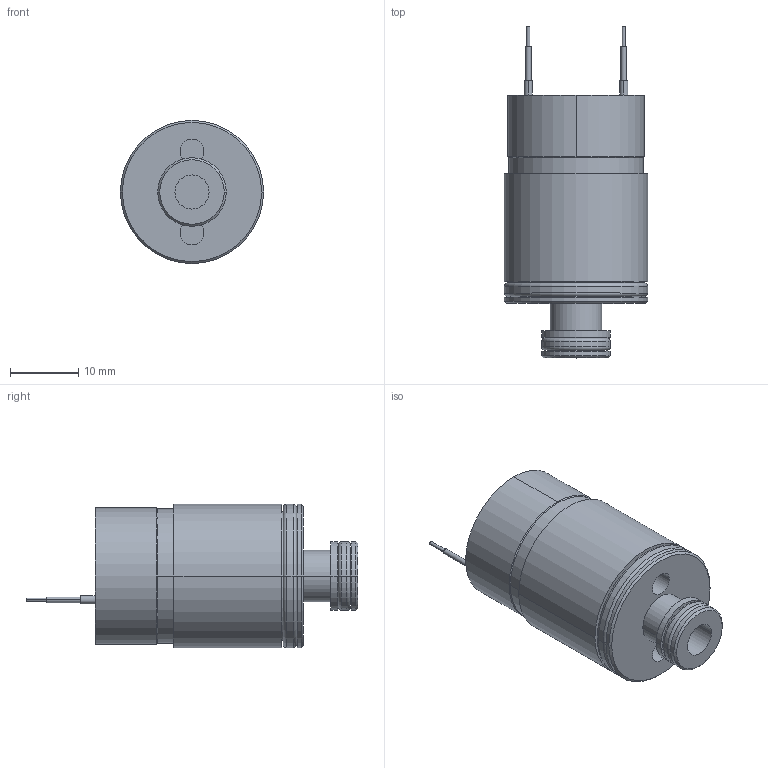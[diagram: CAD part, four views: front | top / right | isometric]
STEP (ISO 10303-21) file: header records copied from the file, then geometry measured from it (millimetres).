
FILE_DESCRIPTION (( 'STEP AP214' ), '1' );
FILE_NAME ('VA 204-1.STEP', '2016-02-01T10:39:45', ( '' ), ( '' ), 'SwSTEP 2.0', 'SolidWorks 2012', '' );
FILE_SCHEMA (( 'AUTOMOTIVE_DESIGN' ));
Length unit declared in the file: millimetre
Products named in the file (1): VA 204-1
Bounding box: 21 x 48.7 x 21 mm (x, y, z)
Volume: 10219.6 mm3; surface area: 3735.8 mm2
Topology: 1 solids, 1 shells, 109 faces, 233 edges, 148 vertices
Faces by surface type: cylinder 51, plane 26, torus 16, cone 13, bspline 3
Entity records: 5170 total; most frequent: CARTESIAN_POINT 1614, DIRECTION 550, ORIENTED_EDGE 462, AXIS2_PLACEMENT_3D 243, EDGE_CURVE 231, VERTEX_POINT 148, CIRCLE 136, EDGE_LOOP 133
